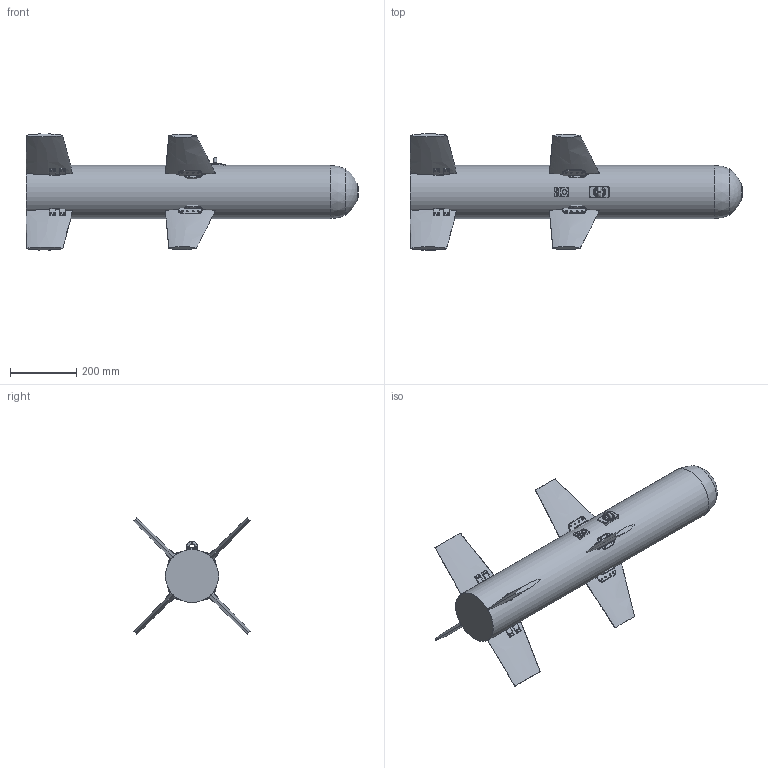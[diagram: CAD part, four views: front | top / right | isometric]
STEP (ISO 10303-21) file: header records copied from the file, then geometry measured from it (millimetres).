
FILE_DESCRIPTION(/* description */ (''),/* implementation_level */ '2;1');
FILE_NAME(/* name */ 'Roketsan MAM-L.step',/* time_stamp */ '2023-07-07T22:26:58+04:00',/* author */ (''),/* organization */ (''),/* preprocessor_version */ 'ST-DEVELOPER v19.2',/* originating_system */ 'Autodesk Translation Framework v12.6.0.85',/* authorisation */ '');
FILE_SCHEMA (('AUTOMOTIVE_DESIGN { 1 0 10303 214 3 1 1 }'));
Products named in the file (1): Roketsan MAM L
Bounding box: 999 x 349.13 x 349.13 mm (x, y, z)
Volume: 21374078 mm3; surface area: 947783.2 mm2
Topology: 30 solids, 30 shells, 542 faces, 1201 edges, 729 vertices
Faces by surface type: cylinder 248, plane 175, torus 54, sphere 37, bspline 17, cone 11
Full cylindrical faces by diameter (mm): 1.5 x4, 3 x16, 5 x34, 7 x1, 8.707 x3, 13 x2, 15 x1, 20.005 x4, 22 x8, 42 x2, 50 x2, 160 x1
Entity records: 42801 total; most frequent: CARTESIAN_POINT 30321, DIRECTION 2735, ORIENTED_EDGE 2402, EDGE_CURVE 1201, AXIS2_PLACEMENT_3D 1090, VERTEX_POINT 729, EDGE_LOOP 654, LINE 555
